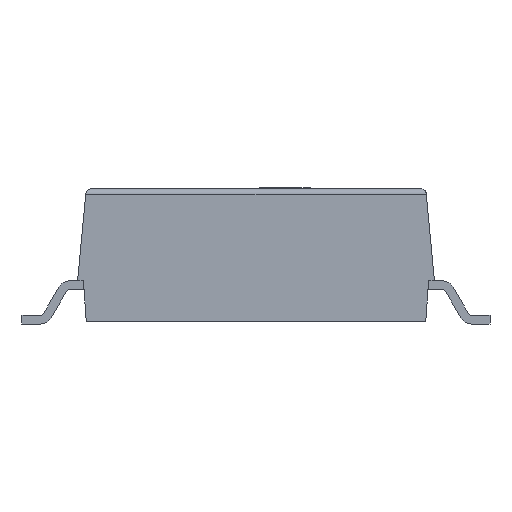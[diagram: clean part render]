
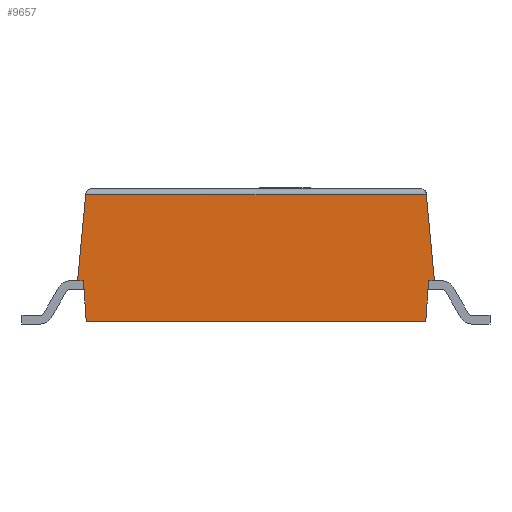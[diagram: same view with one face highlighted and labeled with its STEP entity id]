
A CAD part, left-side view. The second image highlights one B-rep face of the part: STEP entity #9657.
In plain terms, the highlighted planar face has unit normal (-1, 0, 0).
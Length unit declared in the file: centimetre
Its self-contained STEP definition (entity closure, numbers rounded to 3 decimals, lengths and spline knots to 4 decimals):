
#144 = ORIENTED_EDGE ( 'NONE', *, *, #13534, .F. ) ;
#378 = VERTEX_POINT ( 'NONE', #10605 ) ;
#578 = EDGE_CURVE ( 'NONE', #7749, #378, #3720, .T. ) ;
#612 = EDGE_CURVE ( 'NONE', #12758, #8906, #8206, .T. ) ;
#623 = FACE_OUTER_BOUND ( 'NONE', #3936, .T. ) ;
#809 = VECTOR ( 'NONE', #10225, 100. ) ;
#829 = ORIENTED_EDGE ( 'NONE', *, *, #2872, .T. ) ;
#1882 = CARTESIAN_POINT ( 'NONE',  ( -0.3105, 0., 0.005 ) ) ;
#2155 = CARTESIAN_POINT ( 'NONE',  ( -0.3105, 0.2959, 0.225 ) ) ;
#2430 = VECTOR ( 'NONE', #10357, 100. ) ;
#2635 = CARTESIAN_POINT ( 'NONE',  ( -0.3105, 0., 0.075 ) ) ;
#2651 = DIRECTION ( 'NONE',  ( 0., -0.093, -0.996 ) ) ;
#2740 = ORIENTED_EDGE ( 'NONE', *, *, #5498, .T. ) ;
#2872 = EDGE_CURVE ( 'NONE', #8611, #10157, #8739, .T. ) ;
#2972 = ORIENTED_EDGE ( 'NONE', *, *, #6423, .F. ) ;
#3202 = DIRECTION ( 'NONE',  ( 0., 1., 0. ) ) ;
#3467 = LINE ( 'NONE', #5882, #9347 ) ;
#3720 = LINE ( 'NONE', #8057, #809 ) ;
#3887 = DIRECTION ( 'NONE',  ( 0., -1., 0. ) ) ;
#3936 = EDGE_LOOP ( 'NONE', ( #4161, #144, #13507, #2972, #2740, #829, #10750, #6788 ) ) ;
#4161 = ORIENTED_EDGE ( 'NONE', *, *, #6481, .T. ) ;
#4933 = CARTESIAN_POINT ( 'NONE',  ( -0.3105, -0.3, 0.075 ) ) ;
#5291 = VECTOR ( 'NONE', #3202, 100. ) ;
#5498 = EDGE_CURVE ( 'NONE', #6445, #8611, #11640, .T. ) ;
#5622 = CARTESIAN_POINT ( 'NONE',  ( -0.3105, 0.3, 0.075 ) ) ;
#5771 = VECTOR ( 'NONE', #3887, 100. ) ;
#5808 = VECTOR ( 'NONE', #7979, 100. ) ;
#5882 = CARTESIAN_POINT ( 'NONE',  ( -0.3105, 0.3025, 0.155 ) ) ;
#5910 = DIRECTION ( 'NONE',  ( -1., 0., 0. ) ) ;
#6306 = LINE ( 'NONE', #1882, #9230 ) ;
#6423 = EDGE_CURVE ( 'NONE', #6445, #8906, #3467, .T. ) ;
#6445 = VERTEX_POINT ( 'NONE', #6989 ) ;
#6481 = EDGE_CURVE ( 'NONE', #7749, #12931, #10907, .T. ) ;
#6788 = ORIENTED_EDGE ( 'NONE', *, *, #578, .F. ) ;
#6967 = PLANE ( 'NONE',  #11950 ) ;
#6989 = CARTESIAN_POINT ( 'NONE',  ( -0.3105, 0.31, 0.075 ) ) ;
#7574 = CARTESIAN_POINT ( 'NONE',  ( -0.3105, 0.3, 0.075 ) ) ;
#7749 = VERTEX_POINT ( 'NONE', #4933 ) ;
#7979 = DIRECTION ( 'NONE',  ( 0., -0.071, -0.997 ) ) ;
#8023 = CARTESIAN_POINT ( 'NONE',  ( -0.3105, 0.295, 0.005 ) ) ;
#8057 = CARTESIAN_POINT ( 'NONE',  ( -0.3105, -0.2975, 0.04 ) ) ;
#8064 = CARTESIAN_POINT ( 'NONE',  ( -0.3105, -0.2959, 0.225 ) ) ;
#8155 = CARTESIAN_POINT ( 'NONE',  ( -0.3105, -0.3025, 0.155 ) ) ;
#8206 = LINE ( 'NONE', #14291, #5291 ) ;
#8505 = DIRECTION ( 'NONE',  ( 0., -1., 0. ) ) ;
#8538 = EDGE_CURVE ( 'NONE', #10157, #378, #6306, .T. ) ;
#8611 = VERTEX_POINT ( 'NONE', #7574 ) ;
#8739 = LINE ( 'NONE', #5622, #5808 ) ;
#8906 = VERTEX_POINT ( 'NONE', #2155 ) ;
#8979 = CARTESIAN_POINT ( 'NONE',  ( -0.3105, 0., 0.075 ) ) ;
#9230 = VECTOR ( 'NONE', #8505, 100. ) ;
#9347 = VECTOR ( 'NONE', #13609, 100. ) ;
#9657 = ADVANCED_FACE ( 'NONE', ( #623 ), #6967, .T. ) ;
#10157 = VERTEX_POINT ( 'NONE', #8023 ) ;
#10225 = DIRECTION ( 'NONE',  ( 0., 0.071, -0.997 ) ) ;
#10357 = DIRECTION ( 'NONE',  ( 0., -1., 0. ) ) ;
#10605 = CARTESIAN_POINT ( 'NONE',  ( -0.3105, -0.295, 0.005 ) ) ;
#10750 = ORIENTED_EDGE ( 'NONE', *, *, #8538, .T. ) ;
#10809 = CARTESIAN_POINT ( 'NONE',  ( -0.3105, -0.31, 0.075 ) ) ;
#10895 = VECTOR ( 'NONE', #2651, 100. ) ;
#10907 = LINE ( 'NONE', #2635, #2430 ) ;
#11640 = LINE ( 'NONE', #8979, #5771 ) ;
#11950 = AXIS2_PLACEMENT_3D ( 'NONE', #12514, #5910, #13635 ) ;
#12514 = CARTESIAN_POINT ( 'NONE',  ( -0.3105, 0., 0.075 ) ) ;
#12758 = VERTEX_POINT ( 'NONE', #8064 ) ;
#12931 = VERTEX_POINT ( 'NONE', #10809 ) ;
#13480 = LINE ( 'NONE', #8155, #10895 ) ;
#13507 = ORIENTED_EDGE ( 'NONE', *, *, #612, .T. ) ;
#13534 = EDGE_CURVE ( 'NONE', #12758, #12931, #13480, .T. ) ;
#13609 = DIRECTION ( 'NONE',  ( 0., -0.093, 0.996 ) ) ;
#13635 = DIRECTION ( 'NONE',  ( 0., -1., 0. ) ) ;
#14291 = CARTESIAN_POINT ( 'NONE',  ( -0.3105, 0., 0.225 ) ) ;
